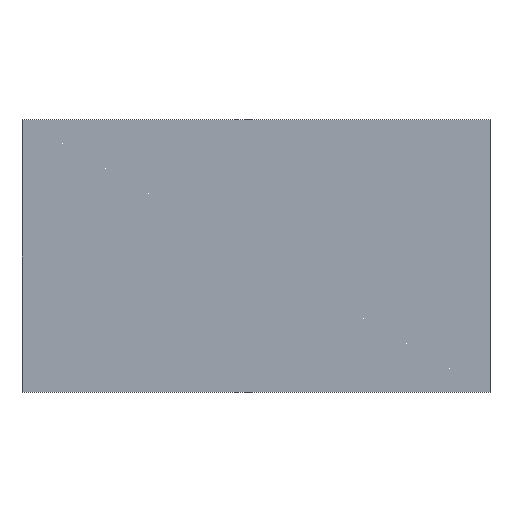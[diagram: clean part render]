
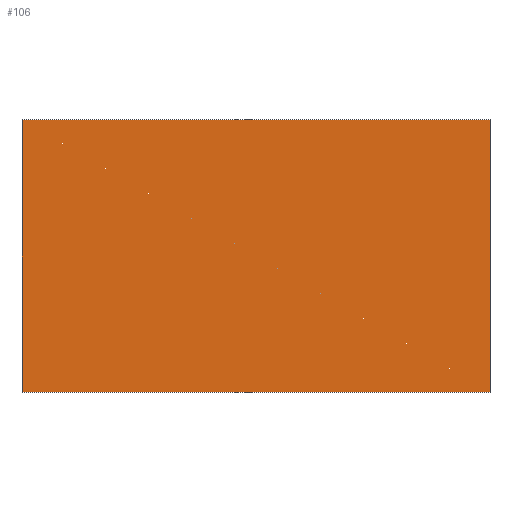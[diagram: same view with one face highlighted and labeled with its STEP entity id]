
A CAD part, front view. The second image highlights one B-rep face of the part: STEP entity #106.
In plain terms, the highlighted planar face has unit normal (0, -1, 0).
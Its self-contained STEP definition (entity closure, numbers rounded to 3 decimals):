
#3 = VECTOR ( 'NONE', #316, 1000. ) ;
#10 = DIRECTION ( 'NONE',  ( 1., 0., 0. ) ) ;
#14 = LINE ( 'NONE', #223, #177 ) ;
#17 = VECTOR ( 'NONE', #66, 1000. ) ;
#32 = CARTESIAN_POINT ( 'NONE',  ( -6.45, -0.5, -3.75 ) ) ;
#36 = EDGE_CURVE ( 'NONE', #141, #205, #283, .T. ) ;
#40 = ORIENTED_EDGE ( 'NONE', *, *, #330, .F. ) ;
#65 = LINE ( 'NONE', #32, #17 ) ;
#66 = DIRECTION ( 'NONE',  ( -1., 0., 0. ) ) ;
#70 = EDGE_CURVE ( 'NONE', #139, #141, #14, .T. ) ;
#79 = ORIENTED_EDGE ( 'NONE', *, *, #70, .F. ) ;
#106 = ADVANCED_FACE ( 'NONE', ( #248 ), #313, .T. ) ;
#116 = EDGE_CURVE ( 'NONE', #190, #139, #200, .T. ) ;
#139 = VERTEX_POINT ( 'NONE', #328 ) ;
#141 = VERTEX_POINT ( 'NONE', #152 ) ;
#152 = CARTESIAN_POINT ( 'NONE',  ( 6.45, -0.5, 3.75 ) ) ;
#177 = VECTOR ( 'NONE', #10, 1000. ) ;
#190 = VERTEX_POINT ( 'NONE', #362 ) ;
#195 = DIRECTION ( 'NONE',  ( 0., 0., -1. ) ) ;
#197 = ORIENTED_EDGE ( 'NONE', *, *, #36, .F. ) ;
#200 = LINE ( 'NONE', #253, #3 ) ;
#205 = VERTEX_POINT ( 'NONE', #387 ) ;
#217 = VECTOR ( 'NONE', #369, 1000. ) ;
#223 = CARTESIAN_POINT ( 'NONE',  ( -6.45, -0.5, 3.75 ) ) ;
#225 = CARTESIAN_POINT ( 'NONE',  ( 6.45, -0.5, -3.75 ) ) ;
#248 = FACE_OUTER_BOUND ( 'NONE', #375, .T. ) ;
#253 = CARTESIAN_POINT ( 'NONE',  ( -6.45, -0.5, 3.75 ) ) ;
#272 = AXIS2_PLACEMENT_3D ( 'NONE', #225, #354, #195 ) ;
#283 = LINE ( 'NONE', #372, #217 ) ;
#313 = PLANE ( 'NONE',  #272 ) ;
#316 = DIRECTION ( 'NONE',  ( 0., 0., 1. ) ) ;
#321 = ORIENTED_EDGE ( 'NONE', *, *, #116, .F. ) ;
#328 = CARTESIAN_POINT ( 'NONE',  ( -6.45, -0.5, 3.75 ) ) ;
#330 = EDGE_CURVE ( 'NONE', #205, #190, #65, .T. ) ;
#354 = DIRECTION ( 'NONE',  ( 0., -1., 0. ) ) ;
#362 = CARTESIAN_POINT ( 'NONE',  ( -6.45, -0.5, -3.75 ) ) ;
#369 = DIRECTION ( 'NONE',  ( 0., 0., -1. ) ) ;
#372 = CARTESIAN_POINT ( 'NONE',  ( 6.45, -0.5, 3.75 ) ) ;
#375 = EDGE_LOOP ( 'NONE', ( #197, #79, #321, #40 ) ) ;
#387 = CARTESIAN_POINT ( 'NONE',  ( 6.45, -0.5, -3.75 ) ) ;
